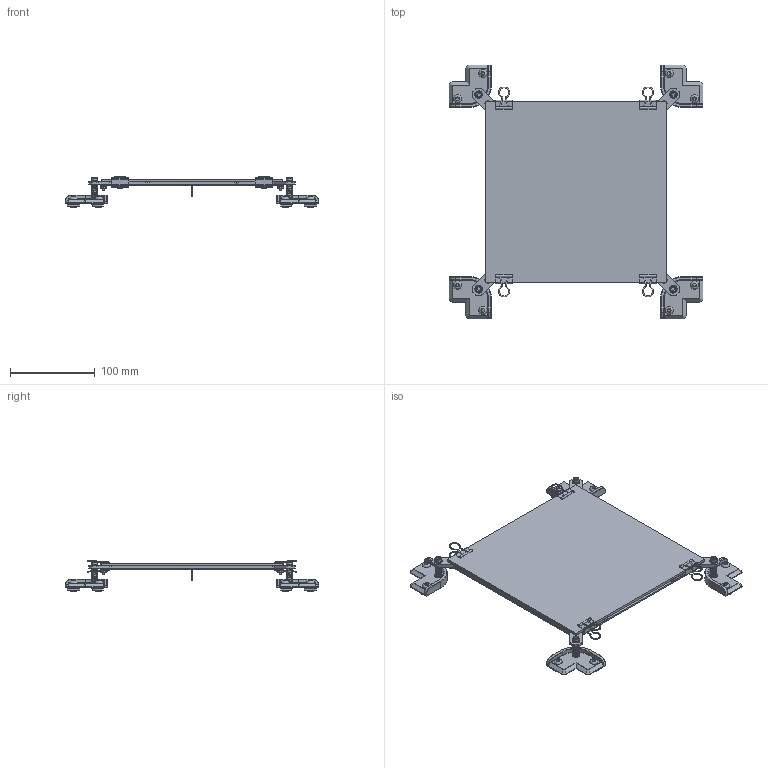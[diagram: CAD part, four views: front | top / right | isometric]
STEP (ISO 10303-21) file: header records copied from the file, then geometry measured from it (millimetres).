
FILE_DESCRIPTION(/* description */ ('Alibre Inc.'),/* implementation_level */ '2;1');
FILE_NAME(/* name */ 'export0',/* time_stamp */ '2015-07-11T14:41:09+12:00',/* author */ (''),/* organization */ (''),/* preprocessor_version */ 'ST-DEVELOPER v14',/* originating_system */ 'Alibre',/* authorisation */ '');
FILE_SCHEMA (('CONFIG_CONTROL_DESIGN'));
Length unit declared in the file: centimetre
Products named in the file (16): ID_1; PG01; EHB01; MSPRING01; ID_2; ID_3; ID_4; ID_5; ID_6; ID_7; FNUT-M5-HNKK5; EL-THERMISTOR-SEMITEC-104-GT2
Bounding box: 300 x 300 x 37.29 mm (x, y, z)
Volume: 410900.9 mm3; surface area: 325793.5 mm2
Topology: 64 solids, 64 shells, 1014 faces, 2305 edges, 1462 vertices
Faces by surface type: plane 636, cylinder 241, cone 76, torus 56, bspline 4, revolution 1
Full cylindrical faces by diameter (mm): 1 x16, 1.5 x9, 3 x12, 3.2 x4, 3.5 x4, 4 x8, 4.3 x12, 4.5 x4, 4.7 x4, 5 x16, 5.5 x8, 6.9 x8, 7 x8, 9 x12, 9.5 x8
Entity records: 12590 total; most frequent: CARTESIAN_POINT 2735, DIRECTION 1470, ORIENTED_EDGE 1284, EDGE_CURVE 642, AXIS2_PLACEMENT_3D 616, VERTEX_POINT 446, VECTOR 424, LINE 424
